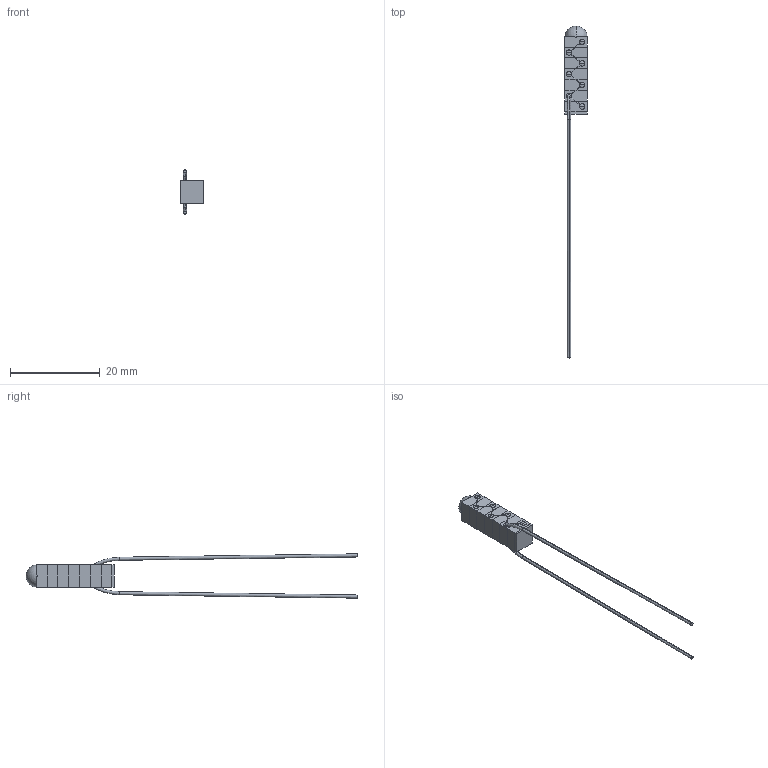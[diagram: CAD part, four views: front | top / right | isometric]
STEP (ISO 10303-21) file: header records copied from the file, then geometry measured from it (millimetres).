
FILE_DESCRIPTION (( 'STEP AP214' ), '1' );
FILE_NAME ('CTN002574.STEP', '2017-10-20T09:48:39', ( '' ), ( '' ), 'SwSTEP 2.0', 'SolidWorks 2016', '' );
FILE_SCHEMA (( 'AUTOMOTIVE_DESIGN' ));
Length unit declared in the file: millimetre
Products named in the file (1): CTN002574
Bounding box: 5 x 73.9 x 9.87 mm (x, y, z)
Volume: 478.8 mm3; surface area: 1091.9 mm2
Topology: 8 solids, 9 shells, 170 faces, 397 edges, 245 vertices
Faces by surface type: plane 75, cylinder 66, sphere 25, bspline 4
Entity records: 6183 total; most frequent: CARTESIAN_POINT 1629, ORIENTED_EDGE 786, DIRECTION 783, EDGE_CURVE 393, AXIS2_PLACEMENT_3D 295, VERTEX_POINT 243, VECTOR 193, LINE 193
